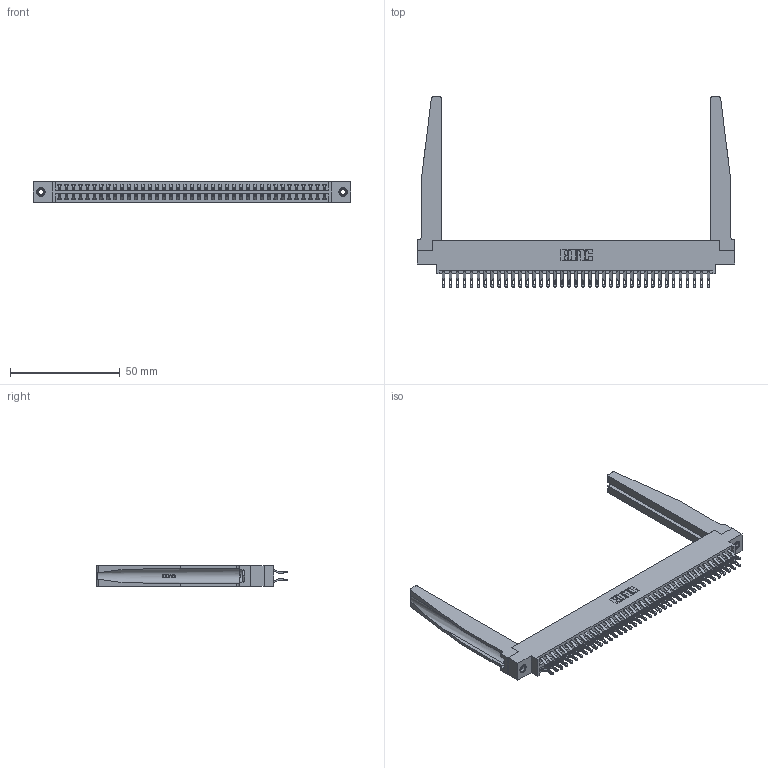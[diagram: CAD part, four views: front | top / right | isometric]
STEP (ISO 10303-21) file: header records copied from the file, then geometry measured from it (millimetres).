
FILE_DESCRIPTION (( 'STEP AP203' ), '1' );
FILE_NAME ('396-078-555-878.STEP', '2019-11-02T13:26:28', ( '' ), ( '' ), 'SwSTEP 2.0', 'SolidWorks 2016', '' );
FILE_SCHEMA (( 'CONFIG_CONTROL_DESIGN' ));
Length unit declared in the file: inch
Products named in the file (5): 345-292-001_555 Tail; 346-220-078_345-220-078; 345-250-001_345-250-001-102; 396-078-555-878; 346 Part_0.170 Offset - 0.156 Dia-TH
Assembly tree (83 placements, depth 2):
  396-078-555-878
    346 Part_0.170 Offset - 0.156 Dia-TH
    345-292-001_555 Tail  x78
    346-220-078_345-220-078  x2
    345-250-001_345-250-001-102  x2
Bounding box: 144.4 x 86.74 x 9.4 mm (x, y, z)
Volume: 21037.9 mm3; surface area: 26897.8 mm2
Topology: 83 solids, 83 shells, 4884 faces, 15223 edges, 10138 vertices
Faces by surface type: plane 2796, cylinder 2036, bspline 36, cone 12, torus 4
Entity records: 31062 total; most frequent: CARTESIAN_POINT 6097, ORIENTED_EDGE 4890, DIRECTION 4379, EDGE_CURVE 2445, VECTOR 2043, LINE 2043, VERTEX_POINT 1624, AXIS2_PLACEMENT_3D 1168
